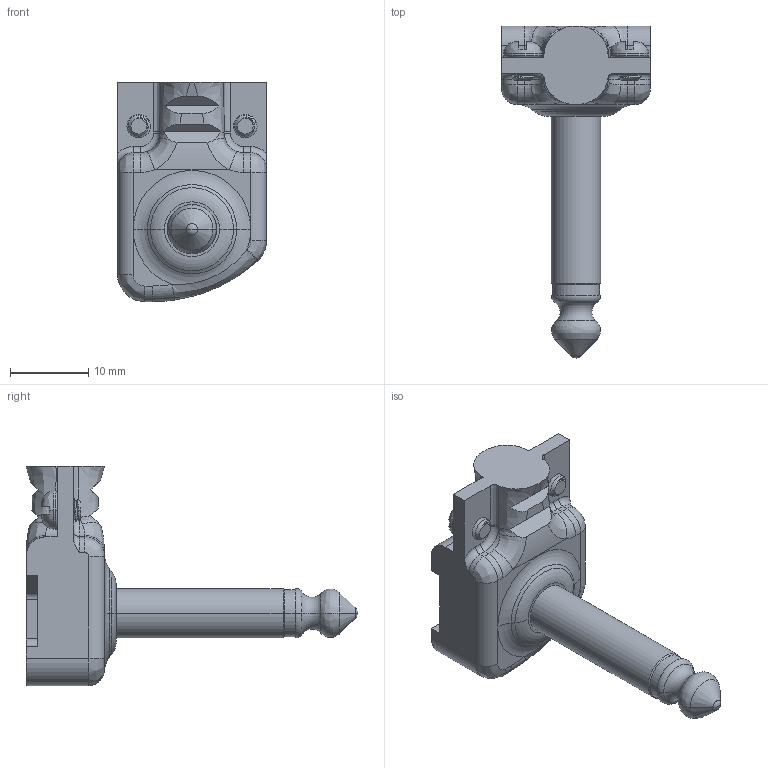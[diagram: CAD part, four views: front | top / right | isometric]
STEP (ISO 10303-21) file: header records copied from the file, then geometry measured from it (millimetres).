
FILE_DESCRIPTION((''),'2;1');
FILE_NAME('RP2RCF','2021-04-13T',('xhp'),(''),'PRO/ENGINEER BY PARAMETRIC TECHNOLOGY CORPORATION, 2013040','PRO/ENGINEER BY PARAMETRIC TECHNOLOGY CORPORATION, 2013040','');
FILE_SCHEMA(('CONFIG_CONTROL_DESIGN'));
Length unit declared in the file: millimetre
Products named in the file (1): RP2RCF
Bounding box: 19 x 42.35 x 28 mm (x, y, z)
Volume: 4570.8 mm3; surface area: 2951.2 mm2
Topology: 1 solids, 4 shells, 192 faces, 465 edges, 287 vertices
Faces by surface type: plane 71, cylinder 42, bspline 40, torus 19, cone 18, sphere 2
Entity records: 8619 total; most frequent: CARTESIAN_POINT 4344, ORIENTED_EDGE 922, DIRECTION 830, EDGE_CURVE 461, AXIS2_PLACEMENT_3D 328, VERTEX_POINT 287, EDGE_LOOP 202, FACE_OUTER_BOUND 192
